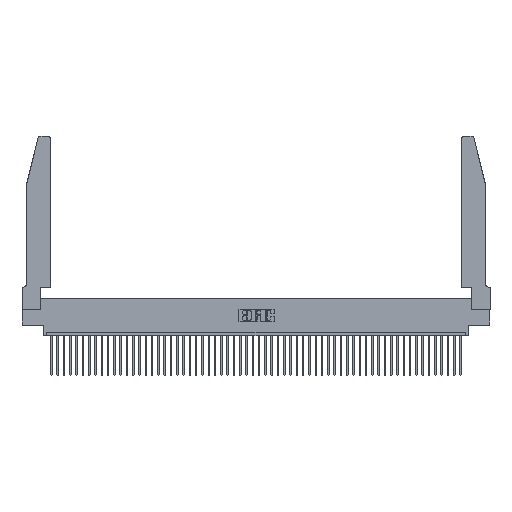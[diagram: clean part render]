
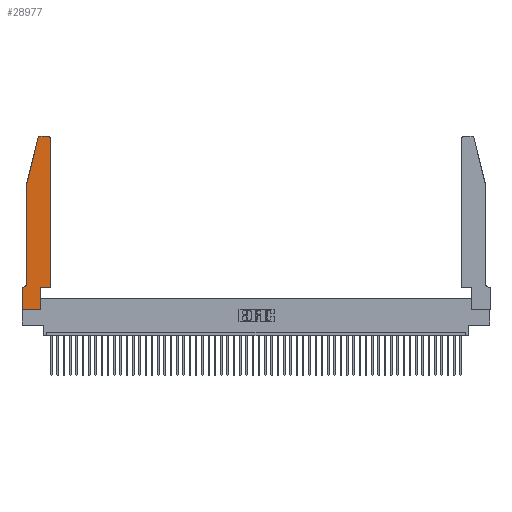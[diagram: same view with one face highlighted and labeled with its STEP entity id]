
A CAD part, top view. The second image highlights one B-rep face of the part: STEP entity #28977.
In plain terms, the highlighted planar face has unit normal (0, 0, 1).
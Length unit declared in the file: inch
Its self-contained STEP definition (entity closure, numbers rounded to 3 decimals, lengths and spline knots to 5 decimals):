
#113 = VERTEX_POINT ( 'NONE', #47310 ) ;
#259 = VECTOR ( 'NONE', #15727, 39.37008 ) ;
#443 = ORIENTED_EDGE ( 'NONE', *, *, #40105, .T. ) ;
#1450 = ORIENTED_EDGE ( 'NONE', *, *, #5958, .T. ) ;
#1574 = EDGE_CURVE ( 'NONE', #34157, #21602, #22762, .T. ) ;
#2854 = ORIENTED_EDGE ( 'NONE', *, *, #48256, .T. ) ;
#3157 = VECTOR ( 'NONE', #27101, 39.37008 ) ;
#3244 = CARTESIAN_POINT ( 'NONE',  ( 0.0755, 2., 0.37 ) ) ;
#3379 = AXIS2_PLACEMENT_3D ( 'NONE', #38831, #11027, #26533 ) ;
#4180 = VERTEX_POINT ( 'NONE', #7946 ) ;
#4276 = CARTESIAN_POINT ( 'NONE',  ( 0., 0.35, 0.37 ) ) ;
#4814 = VECTOR ( 'NONE', #17427, 39.37008 ) ;
#5330 = ORIENTED_EDGE ( 'NONE', *, *, #24896, .T. ) ;
#5958 = EDGE_CURVE ( 'NONE', #29123, #16092, #36380, .T. ) ;
#6095 = LINE ( 'NONE', #33292, #23424 ) ;
#6672 = ORIENTED_EDGE ( 'NONE', *, *, #34857, .T. ) ;
#7194 = DIRECTION ( 'NONE',  ( 0., 1., 0. ) ) ;
#7309 = CARTESIAN_POINT ( 'NONE',  ( 0.284, 2.75, 0.37 ) ) ;
#7946 = CARTESIAN_POINT ( 'NONE',  ( 0.2865, 0.35, 0.37 ) ) ;
#8714 = CARTESIAN_POINT ( 'NONE',  ( 0.0755, 2., 0.37 ) ) ;
#9577 = LINE ( 'NONE', #43812, #10883 ) ;
#9843 = CARTESIAN_POINT ( 'NONE',  ( 0.25487, 2.72718, 0.37 ) ) ;
#10655 = ORIENTED_EDGE ( 'NONE', *, *, #23202, .T. ) ;
#10883 = VECTOR ( 'NONE', #43969, 39.37008 ) ;
#11027 = DIRECTION ( 'NONE',  ( 0., 0., -1. ) ) ;
#11274 = EDGE_LOOP ( 'NONE', ( #37835, #50086, #36476, #10655, #2854, #49971, #47613, #5330, #6672, #443, #1450, #18272 ) ) ;
#13320 = LINE ( 'NONE', #27944, #259 ) ;
#14666 = CIRCLE ( 'NONE', #20033, 0.03 ) ;
#15657 = LINE ( 'NONE', #26207, #29865 ) ;
#15727 = DIRECTION ( 'NONE',  ( 0., -1., 0. ) ) ;
#16092 = VERTEX_POINT ( 'NONE', #24983 ) ;
#16473 = CIRCLE ( 'NONE', #3379, 0.07 ) ;
#17080 = CARTESIAN_POINT ( 'NONE',  ( 0.0755, 0.42, 0.37 ) ) ;
#17348 = VERTEX_POINT ( 'NONE', #8714 ) ;
#17427 = DIRECTION ( 'NONE',  ( 0., 1., 0. ) ) ;
#17564 = CARTESIAN_POINT ( 'NONE',  ( 0.0755, 2., 0.37 ) ) ;
#17876 = CARTESIAN_POINT ( 'NONE',  ( 0.2605, 2.75, 0.37 ) ) ;
#17905 = DIRECTION ( 'NONE',  ( 0., -1., 0. ) ) ;
#17967 = VERTEX_POINT ( 'NONE', #19290 ) ;
#18272 = ORIENTED_EDGE ( 'NONE', *, *, #21806, .T. ) ;
#18534 = DIRECTION ( 'NONE',  ( 1., 0., 0. ) ) ;
#19290 = CARTESIAN_POINT ( 'NONE',  ( 0., 0., 0.37 ) ) ;
#20033 = AXIS2_PLACEMENT_3D ( 'NONE', #38254, #46543, #18534 ) ;
#20430 = VERTEX_POINT ( 'NONE', #9843 ) ;
#21064 = CARTESIAN_POINT ( 'NONE',  ( 0.2865, 0., 0.37 ) ) ;
#21238 = EDGE_CURVE ( 'NONE', #113, #39840, #9577, .T. ) ;
#21372 = DIRECTION ( 'NONE',  ( 1., 0., 0. ) ) ;
#21602 = VERTEX_POINT ( 'NONE', #7309 ) ;
#21771 = CARTESIAN_POINT ( 'NONE',  ( 0.4505, 0.35, 0.37 ) ) ;
#21806 = EDGE_CURVE ( 'NONE', #16092, #34157, #34903, .T. ) ;
#22091 = VECTOR ( 'NONE', #30868, 39.37008 ) ;
#22374 = FACE_OUTER_BOUND ( 'NONE', #11274, .T. ) ;
#22762 = LINE ( 'NONE', #17876, #29514 ) ;
#23202 = EDGE_CURVE ( 'NONE', #17348, #35646, #30465, .T. ) ;
#23424 = VECTOR ( 'NONE', #21372, 39.37008 ) ;
#24896 = EDGE_CURVE ( 'NONE', #17967, #38735, #6095, .T. ) ;
#24983 = CARTESIAN_POINT ( 'NONE',  ( 0.4505, 2.72, 0.37 ) ) ;
#25007 = CARTESIAN_POINT ( 'NONE',  ( 0.4505, 0.35, 0.37 ) ) ;
#26207 = CARTESIAN_POINT ( 'NONE',  ( 0.2865, 0.35, 0.37 ) ) ;
#26533 = DIRECTION ( 'NONE',  ( -1., 0., 0. ) ) ;
#27101 = DIRECTION ( 'NONE',  ( -0.239, -0.971, 0. ) ) ;
#27656 = CARTESIAN_POINT ( 'NONE',  ( 0., 0.35, 0.37 ) ) ;
#27944 = CARTESIAN_POINT ( 'NONE',  ( 0., 0., 0.37 ) ) ;
#28148 = PLANE ( 'NONE',  #42959 ) ;
#28149 = AXIS2_PLACEMENT_3D ( 'NONE', #39012, #31904, #43849 ) ;
#28977 = ADVANCED_FACE ( 'NONE', ( #22374 ), #28148, .T. ) ;
#29123 = VERTEX_POINT ( 'NONE', #25007 ) ;
#29514 = VECTOR ( 'NONE', #37609, 39.37008 ) ;
#29865 = VECTOR ( 'NONE', #7194, 39.37008 ) ;
#30465 = LINE ( 'NONE', #17564, #47208 ) ;
#30868 = DIRECTION ( 'NONE',  ( 1., 0., 0. ) ) ;
#31366 = LINE ( 'NONE', #46612, #22091 ) ;
#31904 = DIRECTION ( 'NONE',  ( 0., 0., 1. ) ) ;
#33292 = CARTESIAN_POINT ( 'NONE',  ( 0., 0., 0.37 ) ) ;
#34157 = VERTEX_POINT ( 'NONE', #49014 ) ;
#34857 = EDGE_CURVE ( 'NONE', #38735, #4180, #15657, .T. ) ;
#34903 = CIRCLE ( 'NONE', #28149, 0.03 ) ;
#35646 = VERTEX_POINT ( 'NONE', #17080 ) ;
#36380 = LINE ( 'NONE', #21771, #4814 ) ;
#36476 = ORIENTED_EDGE ( 'NONE', *, *, #37705, .T. ) ;
#37609 = DIRECTION ( 'NONE',  ( -1., 0., 0. ) ) ;
#37705 = EDGE_CURVE ( 'NONE', #20430, #17348, #39047, .T. ) ;
#37835 = ORIENTED_EDGE ( 'NONE', *, *, #1574, .T. ) ;
#38254 = CARTESIAN_POINT ( 'NONE',  ( 0.284, 2.72, 0.37 ) ) ;
#38735 = VERTEX_POINT ( 'NONE', #21064 ) ;
#38831 = CARTESIAN_POINT ( 'NONE',  ( 0.0055, 0.42, 0.37 ) ) ;
#39012 = CARTESIAN_POINT ( 'NONE',  ( 0.4205, 2.72, 0.37 ) ) ;
#39047 = LINE ( 'NONE', #3244, #3157 ) ;
#39840 = VERTEX_POINT ( 'NONE', #27656 ) ;
#40071 = DIRECTION ( 'NONE',  ( 1., 0., 0. ) ) ;
#40105 = EDGE_CURVE ( 'NONE', #4180, #29123, #31366, .T. ) ;
#40470 = EDGE_CURVE ( 'NONE', #21602, #20430, #14666, .T. ) ;
#42959 = AXIS2_PLACEMENT_3D ( 'NONE', #4276, #48405, #40071 ) ;
#43812 = CARTESIAN_POINT ( 'NONE',  ( 0.0755, 0.35, 0.37 ) ) ;
#43849 = DIRECTION ( 'NONE',  ( 1., 0., 0. ) ) ;
#43969 = DIRECTION ( 'NONE',  ( -1., 0., 0. ) ) ;
#44729 = EDGE_CURVE ( 'NONE', #39840, #17967, #13320, .T. ) ;
#46543 = DIRECTION ( 'NONE',  ( 0., 0., 1. ) ) ;
#46612 = CARTESIAN_POINT ( 'NONE',  ( 0.4505, 0.35, 0.37 ) ) ;
#47208 = VECTOR ( 'NONE', #17905, 39.37008 ) ;
#47310 = CARTESIAN_POINT ( 'NONE',  ( 0.0055, 0.35, 0.37 ) ) ;
#47613 = ORIENTED_EDGE ( 'NONE', *, *, #44729, .T. ) ;
#48256 = EDGE_CURVE ( 'NONE', #35646, #113, #16473, .T. ) ;
#48405 = DIRECTION ( 'NONE',  ( 0., 0., 1. ) ) ;
#49014 = CARTESIAN_POINT ( 'NONE',  ( 0.4205, 2.75, 0.37 ) ) ;
#49971 = ORIENTED_EDGE ( 'NONE', *, *, #21238, .T. ) ;
#50086 = ORIENTED_EDGE ( 'NONE', *, *, #40470, .T. ) ;
